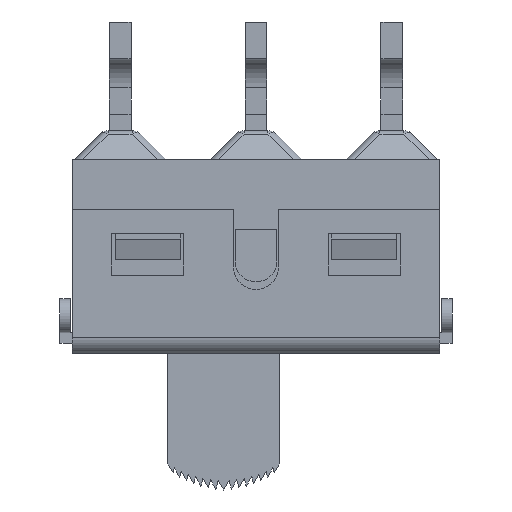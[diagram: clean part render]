
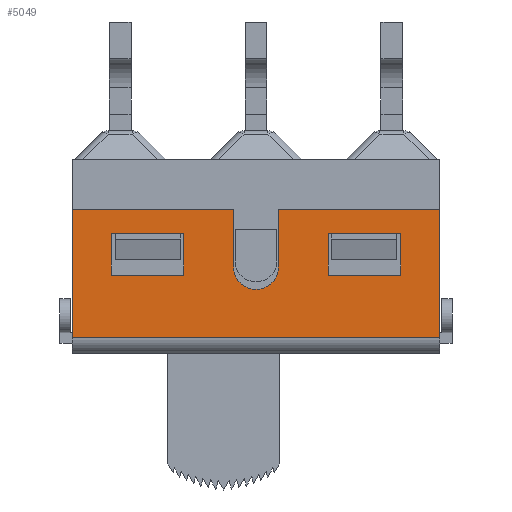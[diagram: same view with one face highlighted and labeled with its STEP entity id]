
A CAD part, front view. The second image highlights one B-rep face of the part: STEP entity #5049.
In plain terms, the highlighted planar face has unit normal (0, -1, 0).
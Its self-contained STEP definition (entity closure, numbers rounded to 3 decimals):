
#4 = VECTOR ( 'NONE', #7104, 1000. ) ;
#96 = CARTESIAN_POINT ( 'NONE',  ( 0., -3.3, 3.71 ) ) ;
#122 = VECTOR ( 'NONE', #3992, 1000. ) ;
#128 = CARTESIAN_POINT ( 'NONE',  ( 0.78, -3.3, 6.372 ) ) ;
#137 = EDGE_CURVE ( 'NONE', #5895, #7323, #4599, .T. ) ;
#218 = VERTEX_POINT ( 'NONE', #2149 ) ;
#221 = DIRECTION ( 'NONE',  ( 0., 0., 1. ) ) ;
#251 = DIRECTION ( 'NONE',  ( 0., 0., -1. ) ) ;
#295 = LINE ( 'NONE', #6412, #4 ) ;
#311 = ORIENTED_EDGE ( 'NONE', *, *, #7539, .T. ) ;
#442 = EDGE_CURVE ( 'NONE', #5981, #7149, #4893, .T. ) ;
#530 = VECTOR ( 'NONE', #1992, 1000. ) ;
#533 = CARTESIAN_POINT ( 'NONE',  ( 5., -3.3, 4. ) ) ;
#622 = LINE ( 'NONE', #717, #6049 ) ;
#717 = CARTESIAN_POINT ( 'NONE',  ( -0.78, -3.3, 6.372 ) ) ;
#724 = DIRECTION ( 'NONE',  ( 0., 1., 0. ) ) ;
#772 = ORIENTED_EDGE ( 'NONE', *, *, #7098, .T. ) ;
#783 = ORIENTED_EDGE ( 'NONE', *, *, #7584, .T. ) ;
#805 = ORIENTED_EDGE ( 'NONE', *, *, #1274, .T. ) ;
#895 = VERTEX_POINT ( 'NONE', #5427 ) ;
#958 = VECTOR ( 'NONE', #7626, 1000. ) ;
#1018 = VECTOR ( 'NONE', #6465, 1000. ) ;
#1229 = LINE ( 'NONE', #2900, #3486 ) ;
#1266 = VECTOR ( 'NONE', #3759, 1000. ) ;
#1274 = EDGE_CURVE ( 'NONE', #5778, #7323, #3018, .T. ) ;
#1316 = CIRCLE ( 'NONE', #1428, 0.78 ) ;
#1347 = PLANE ( 'NONE',  #6807 ) ;
#1428 = AXIS2_PLACEMENT_3D ( 'NONE', #6254, #6896, #7393 ) ;
#1594 = ORIENTED_EDGE ( 'NONE', *, *, #137, .F. ) ;
#1625 = DIRECTION ( 'NONE',  ( -1., 0., 0. ) ) ;
#1738 = ORIENTED_EDGE ( 'NONE', *, *, #5026, .T. ) ;
#1756 = ORIENTED_EDGE ( 'NONE', *, *, #4683, .T. ) ;
#1763 = EDGE_CURVE ( 'NONE', #6819, #6178, #6562, .T. ) ;
#1771 = DIRECTION ( 'NONE',  ( 1., 0., 0. ) ) ;
#1824 = VECTOR ( 'NONE', #3332, 1000. ) ;
#1992 = DIRECTION ( 'NONE',  ( 0., 0., -1. ) ) ;
#2036 = EDGE_CURVE ( 'NONE', #6149, #895, #5770, .T. ) ;
#2149 = CARTESIAN_POINT ( 'NONE',  ( 2.5, -3.3, 2.55 ) ) ;
#2223 = EDGE_CURVE ( 'NONE', #895, #7382, #3480, .T. ) ;
#2304 = ORIENTED_EDGE ( 'NONE', *, *, #2223, .T. ) ;
#2345 = EDGE_CURVE ( 'NONE', #5778, #5679, #6737, .T. ) ;
#2383 = LINE ( 'NONE', #7109, #122 ) ;
#2420 = ORIENTED_EDGE ( 'NONE', *, *, #442, .T. ) ;
#2523 = CARTESIAN_POINT ( 'NONE',  ( -6.985, -3.3, 4. ) ) ;
#2677 = ORIENTED_EDGE ( 'NONE', *, *, #3603, .T. ) ;
#2726 = LINE ( 'NONE', #6594, #7371 ) ;
#2734 = ORIENTED_EDGE ( 'NONE', *, *, #1763, .T. ) ;
#2900 = CARTESIAN_POINT ( 'NONE',  ( -6.985, -3.3, 1.71 ) ) ;
#2996 = CARTESIAN_POINT ( 'NONE',  ( 2.5, -3.3, 4. ) ) ;
#3018 = LINE ( 'NONE', #5284, #1824 ) ;
#3082 = DIRECTION ( 'NONE',  ( -1., 0., 0. ) ) ;
#3105 = VERTEX_POINT ( 'NONE', #6948 ) ;
#3138 = LINE ( 'NONE', #5566, #3723 ) ;
#3268 = DIRECTION ( 'NONE',  ( 0., 0., 1. ) ) ;
#3332 = DIRECTION ( 'NONE',  ( -1., 0., 0. ) ) ;
#3480 = LINE ( 'NONE', #128, #530 ) ;
#3486 = VECTOR ( 'NONE', #1771, 1000. ) ;
#3563 = ORIENTED_EDGE ( 'NONE', *, *, #4213, .T. ) ;
#3603 = EDGE_CURVE ( 'NONE', #5804, #5981, #6173, .T. ) ;
#3651 = EDGE_CURVE ( 'NONE', #6178, #218, #2726, .T. ) ;
#3678 = CARTESIAN_POINT ( 'NONE',  ( 2.5, -3.3, 6.372 ) ) ;
#3716 = CARTESIAN_POINT ( 'NONE',  ( 5., -3.3, 2.55 ) ) ;
#3723 = VECTOR ( 'NONE', #3082, 1000. ) ;
#3759 = DIRECTION ( 'NONE',  ( 0., 0., 1. ) ) ;
#3854 = VERTEX_POINT ( 'NONE', #2996 ) ;
#3874 = CARTESIAN_POINT ( 'NONE',  ( -0.78, -3.3, 1.71 ) ) ;
#3969 = ORIENTED_EDGE ( 'NONE', *, *, #3651, .T. ) ;
#3970 = CARTESIAN_POINT ( 'NONE',  ( -6.35, -3.3, 1.46 ) ) ;
#3973 = VECTOR ( 'NONE', #4694, 1000. ) ;
#3992 = DIRECTION ( 'NONE',  ( 1., 0., 0. ) ) ;
#4057 = EDGE_LOOP ( 'NONE', ( #783, #8099, #2734, #3969 ) ) ;
#4106 = VECTOR ( 'NONE', #221, 1000. ) ;
#4146 = CARTESIAN_POINT ( 'NONE',  ( -6.35, -3.3, 6.15 ) ) ;
#4211 = ORIENTED_EDGE ( 'NONE', *, *, #4973, .T. ) ;
#4213 = EDGE_CURVE ( 'NONE', #7382, #5679, #1229, .T. ) ;
#4406 = AXIS2_PLACEMENT_3D ( 'NONE', #96, #724, #3268 ) ;
#4435 = DIRECTION ( 'NONE',  ( 0., 0., 1. ) ) ;
#4455 = VERTEX_POINT ( 'NONE', #5071 ) ;
#4484 = VERTEX_POINT ( 'NONE', #3874 ) ;
#4599 = LINE ( 'NONE', #3970, #4106 ) ;
#4601 = CARTESIAN_POINT ( 'NONE',  ( -5., -3.3, 2.55 ) ) ;
#4683 = EDGE_CURVE ( 'NONE', #7149, #4455, #5676, .T. ) ;
#4694 = DIRECTION ( 'NONE',  ( 0., 0., -1. ) ) ;
#4893 = LINE ( 'NONE', #2523, #958 ) ;
#4973 = EDGE_CURVE ( 'NONE', #3105, #6149, #1316, .T. ) ;
#5004 = LINE ( 'NONE', #3678, #1266 ) ;
#5026 = EDGE_CURVE ( 'NONE', #4484, #3105, #622, .T. ) ;
#5049 = ADVANCED_FACE ( 'NONE', ( #6637, #6831, #7934 ), #1347, .T. ) ;
#5071 = CARTESIAN_POINT ( 'NONE',  ( -2.5, -3.3, 2.55 ) ) ;
#5084 = VECTOR ( 'NONE', #5936, 1000. ) ;
#5235 = CARTESIAN_POINT ( 'NONE',  ( -2.5, -3.3, 4. ) ) ;
#5251 = ORIENTED_EDGE ( 'NONE', *, *, #2036, .T. ) ;
#5276 = CARTESIAN_POINT ( 'NONE',  ( 5., -3.3, 6.372 ) ) ;
#5284 = CARTESIAN_POINT ( 'NONE',  ( -6.985, -3.3, 6.15 ) ) ;
#5323 = CARTESIAN_POINT ( 'NONE',  ( -5., -3.3, 4. ) ) ;
#5362 = VECTOR ( 'NONE', #251, 1000. ) ;
#5427 = CARTESIAN_POINT ( 'NONE',  ( 0.78, -3.3, 3.71 ) ) ;
#5566 = CARTESIAN_POINT ( 'NONE',  ( -6.985, -3.3, 2.55 ) ) ;
#5662 = EDGE_LOOP ( 'NONE', ( #1756, #311, #2677, #2420 ) ) ;
#5676 = LINE ( 'NONE', #7190, #3973 ) ;
#5679 = VERTEX_POINT ( 'NONE', #7631 ) ;
#5763 = DIRECTION ( 'NONE',  ( 0., -1., 0. ) ) ;
#5770 = CIRCLE ( 'NONE', #4406, 0.78 ) ;
#5778 = VERTEX_POINT ( 'NONE', #7820 ) ;
#5792 = EDGE_CURVE ( 'NONE', #3854, #6819, #2383, .T. ) ;
#5804 = VERTEX_POINT ( 'NONE', #4601 ) ;
#5895 = VERTEX_POINT ( 'NONE', #5996 ) ;
#5936 = DIRECTION ( 'NONE',  ( 0., 0., 1. ) ) ;
#5981 = VERTEX_POINT ( 'NONE', #5323 ) ;
#5996 = CARTESIAN_POINT ( 'NONE',  ( -6.35, -3.3, 1.71 ) ) ;
#6049 = VECTOR ( 'NONE', #4435, 1000. ) ;
#6149 = VERTEX_POINT ( 'NONE', #7997 ) ;
#6173 = LINE ( 'NONE', #7793, #5084 ) ;
#6178 = VERTEX_POINT ( 'NONE', #3716 ) ;
#6254 = CARTESIAN_POINT ( 'NONE',  ( 0., -3.3, 3.71 ) ) ;
#6288 = DIRECTION ( 'NONE',  ( 0., 0., -1. ) ) ;
#6412 = CARTESIAN_POINT ( 'NONE',  ( -6.985, -3.3, 1.71 ) ) ;
#6465 = DIRECTION ( 'NONE',  ( 0., 0., -1. ) ) ;
#6562 = LINE ( 'NONE', #5276, #5362 ) ;
#6594 = CARTESIAN_POINT ( 'NONE',  ( -6.985, -3.3, 2.55 ) ) ;
#6637 = FACE_BOUND ( 'NONE', #5662, .T. ) ;
#6737 = LINE ( 'NONE', #7797, #1018 ) ;
#6762 = ORIENTED_EDGE ( 'NONE', *, *, #2345, .F. ) ;
#6807 = AXIS2_PLACEMENT_3D ( 'NONE', #7528, #5763, #6288 ) ;
#6819 = VERTEX_POINT ( 'NONE', #533 ) ;
#6831 = FACE_BOUND ( 'NONE', #4057, .T. ) ;
#6896 = DIRECTION ( 'NONE',  ( 0., 1., 0. ) ) ;
#6948 = CARTESIAN_POINT ( 'NONE',  ( -0.78, -3.3, 3.71 ) ) ;
#7098 = EDGE_CURVE ( 'NONE', #5895, #4484, #295, .T. ) ;
#7104 = DIRECTION ( 'NONE',  ( 1., 0., 0. ) ) ;
#7109 = CARTESIAN_POINT ( 'NONE',  ( -6.985, -3.3, 4. ) ) ;
#7149 = VERTEX_POINT ( 'NONE', #5235 ) ;
#7187 = EDGE_LOOP ( 'NONE', ( #3563, #6762, #805, #1594, #772, #1738, #4211, #5251, #2304 ) ) ;
#7190 = CARTESIAN_POINT ( 'NONE',  ( -2.5, -3.3, 6.372 ) ) ;
#7323 = VERTEX_POINT ( 'NONE', #4146 ) ;
#7344 = CARTESIAN_POINT ( 'NONE',  ( 0.78, -3.3, 1.71 ) ) ;
#7371 = VECTOR ( 'NONE', #1625, 1000. ) ;
#7382 = VERTEX_POINT ( 'NONE', #7344 ) ;
#7393 = DIRECTION ( 'NONE',  ( 0., 0., 1. ) ) ;
#7528 = CARTESIAN_POINT ( 'NONE',  ( -6.985, -3.3, 6.372 ) ) ;
#7539 = EDGE_CURVE ( 'NONE', #4455, #5804, #3138, .T. ) ;
#7584 = EDGE_CURVE ( 'NONE', #218, #3854, #5004, .T. ) ;
#7626 = DIRECTION ( 'NONE',  ( 1., 0., 0. ) ) ;
#7631 = CARTESIAN_POINT ( 'NONE',  ( 6.35, -3.3, 1.71 ) ) ;
#7793 = CARTESIAN_POINT ( 'NONE',  ( -5., -3.3, 6.372 ) ) ;
#7797 = CARTESIAN_POINT ( 'NONE',  ( 6.35, -3.3, 6.96 ) ) ;
#7820 = CARTESIAN_POINT ( 'NONE',  ( 6.35, -3.3, 6.15 ) ) ;
#7934 = FACE_OUTER_BOUND ( 'NONE', #7187, .T. ) ;
#7997 = CARTESIAN_POINT ( 'NONE',  ( 0., -3.3, 4.49 ) ) ;
#8099 = ORIENTED_EDGE ( 'NONE', *, *, #5792, .T. ) ;
